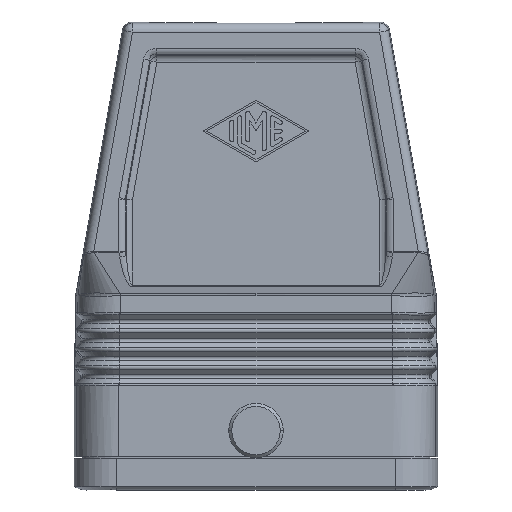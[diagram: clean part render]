
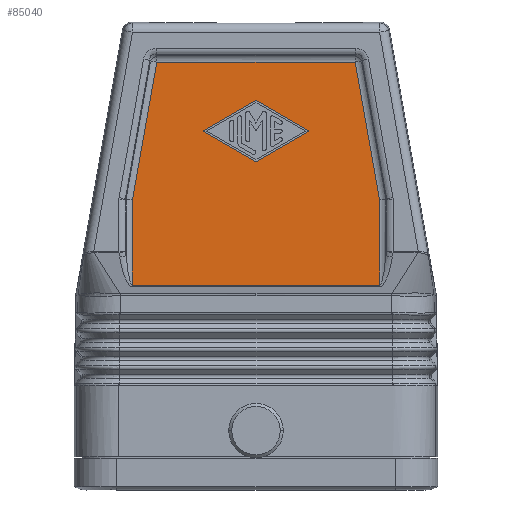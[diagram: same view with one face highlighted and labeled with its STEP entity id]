
A CAD part, left-side view. The second image highlights one B-rep face of the part: STEP entity #85040.
In plain terms, the highlighted planar face has unit normal (-1, 0, 0).
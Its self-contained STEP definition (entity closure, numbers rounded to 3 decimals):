
#83790=CARTESIAN_POINT('',(27.874,64.361,
44.579));
#83800=DIRECTION('',(1.,0.,0.));
#83810=DIRECTION('',(0.,1.,0.));
#83820=AXIS2_PLACEMENT_3D('',#83790,#83800,#83810);
#83830=PLANE('',#83820);
#83840=CARTESIAN_POINT('',(27.874,70.699,12.));
#83850=DIRECTION('',(0.,0.,1.));
#83860=VECTOR('',#83850,1.);
#83870=LINE('',#83840,#83860);
#83880=CARTESIAN_POINT('',(27.874,70.699,
28.587));
#83890=VERTEX_POINT('',#83880);
#83900=CARTESIAN_POINT('',(27.874,70.699,
42.627));
#83910=VERTEX_POINT('',#83900);
#83920=EDGE_CURVE('',#83890,#83910,#83870,.T.);
#83930=ORIENTED_EDGE('',*,*,#83920,.F.);
#83940=CARTESIAN_POINT('',(27.874,76.099,12.));
#83950=DIRECTION('',(0.,-0.174,0.985));
#83960=VECTOR('',#83950,1.);
#83970=LINE('',#83940,#83960);
#83980=CARTESIAN_POINT('',(27.874,66.687,
65.379));
#83990=VERTEX_POINT('',#83980);
#84000=EDGE_CURVE('',#83910,#83990,#83970,.T.);
#84010=ORIENTED_EDGE('',*,*,#84000,.F.);
#84020=CARTESIAN_POINT('',(27.874,0.,65.379));
#84030=DIRECTION('',(0.,-1.,0.));
#84040=VECTOR('',#84030,1.);
#84050=LINE('',#84020,#84040);
#84060=CARTESIAN_POINT('',(27.874,33.933,
65.379));
#84070=VERTEX_POINT('',#84060);
#84080=EDGE_CURVE('',#83990,#84070,#84050,.T.);
#84090=ORIENTED_EDGE('',*,*,#84080,.F.);
#84100=CARTESIAN_POINT('',(27.874,24.521,12.));
#84110=DIRECTION('',(0.,-0.174,
-0.985));
#84120=VECTOR('',#84110,1.);
#84130=LINE('',#84100,#84120);
#84140=CARTESIAN_POINT('',(27.874,29.921,
42.627));
#84150=VERTEX_POINT('',#84140);
#84160=EDGE_CURVE('',#84070,#84150,#84130,.T.);
#84170=ORIENTED_EDGE('',*,*,#84160,.F.);
#84180=CARTESIAN_POINT('',(27.874,29.921,12.));
#84190=DIRECTION('',(0.,0.,-1.));
#84200=VECTOR('',#84190,1.);
#84210=LINE('',#84180,#84200);
#84220=CARTESIAN_POINT('',(27.874,29.921,
28.587));
#84230=VERTEX_POINT('',#84220);
#84240=EDGE_CURVE('',#84150,#84230,#84210,.T.);
#84250=ORIENTED_EDGE('',*,*,#84240,.F.);
#84260=CARTESIAN_POINT('',(27.874,0.,28.587));
#84270=DIRECTION('',(0.,1.,0.));
#84280=VECTOR('',#84270,1.);
#84290=LINE('',#84260,#84280);
#84300=EDGE_CURVE('',#84230,#83890,#84290,.T.);
#84310=ORIENTED_EDGE('',*,*,#84300,.F.);
#84320=EDGE_LOOP('',(#84310,#84250,#84170,#84090,#84010,#83930));
#84330=FACE_OUTER_BOUND('',#84320,.T.);
#84340=CARTESIAN_POINT('',(27.874,0.,20.193));
#84350=DIRECTION('',(0.,-0.868,-0.496));
#84360=VECTOR('',#84350,1.);
#84370=LINE('',#84340,#84360);
#84380=CARTESIAN_POINT('',(27.874,58.892,
53.855));
#84390=VERTEX_POINT('',#84380);
#84400=CARTESIAN_POINT('',(27.874,50.475,
49.044));
#84410=VERTEX_POINT('',#84400);
#84420=EDGE_CURVE('',#84390,#84410,#84370,.T.);
#84430=ORIENTED_EDGE('',*,*,#84420,.F.);
#84440=CARTESIAN_POINT('',(27.874,50.31,49.334));
#84450=DIRECTION('',(-1.,0.,0.));
#84460=DIRECTION('',(0.,-1.,0.));
#84470=AXIS2_PLACEMENT_3D('',#84440,#84450,#84460);
#84480=CIRCLE('',#84470,0.333);
#84490=CARTESIAN_POINT('',(27.874,50.145,
49.044));
#84500=VERTEX_POINT('',#84490);
#84510=EDGE_CURVE('',#84410,#84500,#84480,.T.);
#84520=ORIENTED_EDGE('',*,*,#84510,.F.);
#84530=CARTESIAN_POINT('',(27.874,0.,77.707));
#84540=DIRECTION('',(0.,-0.868,0.496));
#84550=VECTOR('',#84540,1.);
#84560=LINE('',#84530,#84550);
#84570=CARTESIAN_POINT('',(27.874,41.728,
53.855));
#84580=VERTEX_POINT('',#84570);
#84590=EDGE_CURVE('',#84500,#84580,#84560,.T.);
#84600=ORIENTED_EDGE('',*,*,#84590,.F.);
#84610=CARTESIAN_POINT('',(27.874,41.811,54.));
#84620=DIRECTION('',(-1.,0.,0.));
#84630=DIRECTION('',(0.,-1.,0.));
#84640=AXIS2_PLACEMENT_3D('',#84610,#84620,#84630);
#84650=CIRCLE('',#84640,0.167);
#84660=CARTESIAN_POINT('',(27.874,41.728,
54.145));
#84670=VERTEX_POINT('',#84660);
#84680=EDGE_CURVE('',#84580,#84670,#84650,.T.);
#84690=ORIENTED_EDGE('',*,*,#84680,.F.);
#84700=CARTESIAN_POINT('',(27.874,0.,30.293));
#84710=DIRECTION('',(0.,0.868,0.496));
#84720=VECTOR('',#84710,1.);
#84730=LINE('',#84700,#84720);
#84740=CARTESIAN_POINT('',(27.874,50.145,
58.956));
#84750=VERTEX_POINT('',#84740);
#84760=EDGE_CURVE('',#84670,#84750,#84730,.T.);
#84770=ORIENTED_EDGE('',*,*,#84760,.F.);
#84780=CARTESIAN_POINT('',(27.874,50.31,58.666));
#84790=DIRECTION('',(-1.,0.,0.));
#84800=DIRECTION('',(0.,-1.,0.));
#84810=AXIS2_PLACEMENT_3D('',#84780,#84790,#84800);
#84820=CIRCLE('',#84810,0.333);
#84830=CARTESIAN_POINT('',(27.874,50.475,
58.956));
#84840=VERTEX_POINT('',#84830);
#84850=EDGE_CURVE('',#84750,#84840,#84820,.T.);
#84860=ORIENTED_EDGE('',*,*,#84850,.F.);
#84870=CARTESIAN_POINT('',(27.874,0.,87.807));
#84880=DIRECTION('',(0.,0.868,-0.496));
#84890=VECTOR('',#84880,1.);
#84900=LINE('',#84870,#84890);
#84910=CARTESIAN_POINT('',(27.874,58.892,
54.145));
#84920=VERTEX_POINT('',#84910);
#84930=EDGE_CURVE('',#84840,#84920,#84900,.T.);
#84940=ORIENTED_EDGE('',*,*,#84930,.F.);
#84950=CARTESIAN_POINT('',(27.874,58.809,54.));
#84960=DIRECTION('',(-1.,0.,0.));
#84970=DIRECTION('',(0.,-1.,0.));
#84980=AXIS2_PLACEMENT_3D('',#84950,#84960,#84970);
#84990=CIRCLE('',#84980,0.167);
#85000=EDGE_CURVE('',#84920,#84390,#84990,.T.);
#85010=ORIENTED_EDGE('',*,*,#85000,.F.);
#85020=EDGE_LOOP('',(#85010,#84940,#84860,#84770,#84690,#84600,#84520,
#84430));
#85030=FACE_BOUND('',#85020,.T.);
#85040=ADVANCED_FACE('',(#84330,#85030),#83830,.F.);
